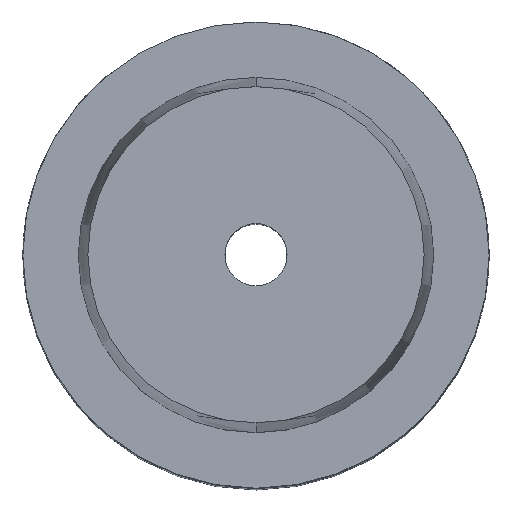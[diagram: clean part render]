
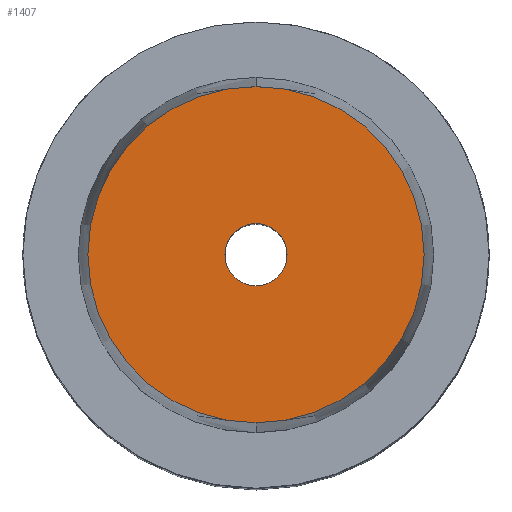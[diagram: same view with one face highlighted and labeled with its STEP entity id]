
A CAD part, top view. The second image highlights one B-rep face of the part: STEP entity #1407.
In plain terms, the highlighted planar face has unit normal (0, 0, 1).
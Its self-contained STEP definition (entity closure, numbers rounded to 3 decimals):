
#125=CARTESIAN_POINT('',(0.,0.,32.));
#126=DIRECTION('',(0.,0.,1.));
#127=DIRECTION('',(0.,1.,0.));
#128=AXIS2_PLACEMENT_3D('',#125,#126,#127);
#133=CARTESIAN_POINT('',(0.,0.,32.));
#134=DIRECTION('',(0.,0.,-1.));
#135=DIRECTION('',(0.,1.,0.));
#136=AXIS2_PLACEMENT_3D('',#133,#134,#135);
#141=CARTESIAN_POINT('',(0.,0.,32.));
#142=DIRECTION('',(0.,0.,-1.));
#143=DIRECTION('',(0.,1.,0.));
#144=AXIS2_PLACEMENT_3D('',#141,#142,#143);
#149=CARTESIAN_POINT('',(0.,0.,32.));
#150=DIRECTION('',(0.,0.,-1.));
#151=DIRECTION('',(0.,-1.,0.));
#152=AXIS2_PLACEMENT_3D('',#149,#150,#151);
#1157=CARTESIAN_POINT('',(0.,4.2,32.));
#1158=CARTESIAN_POINT('',(0.,-4.2,32.));
#1159=VERTEX_POINT('',#1157);
#1160=VERTEX_POINT('',#1158);
#1215=CARTESIAN_POINT('',(0.,22.717,32.));
#1216=VERTEX_POINT('',#1215);
#1217=CARTESIAN_POINT('',(0.,-22.717,32.));
#1218=VERTEX_POINT('',#1217);
#1392=CARTESIAN_POINT('',(0.,0.,32.));
#1393=DIRECTION('',(0.,0.,-1.));
#1394=DIRECTION('',(0.,-1.,0.));
#1395=AXIS2_PLACEMENT_3D('',#1392,#1393,#1394);
#1396=PLANE('',#1395);
#1398=ORIENTED_EDGE('',*,*,#1397,.F.);
#1400=ORIENTED_EDGE('',*,*,#1399,.T.);
#1401=EDGE_LOOP('',(#1398,#1400));
#1402=FACE_OUTER_BOUND('',#1401,.F.);
#1403=ORIENTED_EDGE('',*,*,#1372,.F.);
#1404=ORIENTED_EDGE('',*,*,#1386,.F.);
#1405=EDGE_LOOP('',(#1403,#1404));
#1406=FACE_BOUND('',#1405,.F.);
#129=CIRCLE('',#128,22.717);
#137=CIRCLE('',#136,22.717);
#145=CIRCLE('',#144,4.2);
#153=CIRCLE('',#152,4.2);
#1372=EDGE_CURVE('',#1159,#1160,#145,.T.);
#1386=EDGE_CURVE('',#1160,#1159,#153,.T.);
#1397=EDGE_CURVE('',#1216,#1218,#129,.T.);
#1399=EDGE_CURVE('',#1216,#1218,#137,.T.);
#1407=ADVANCED_FACE('',(#1402,#1406),#1396,.F.);
